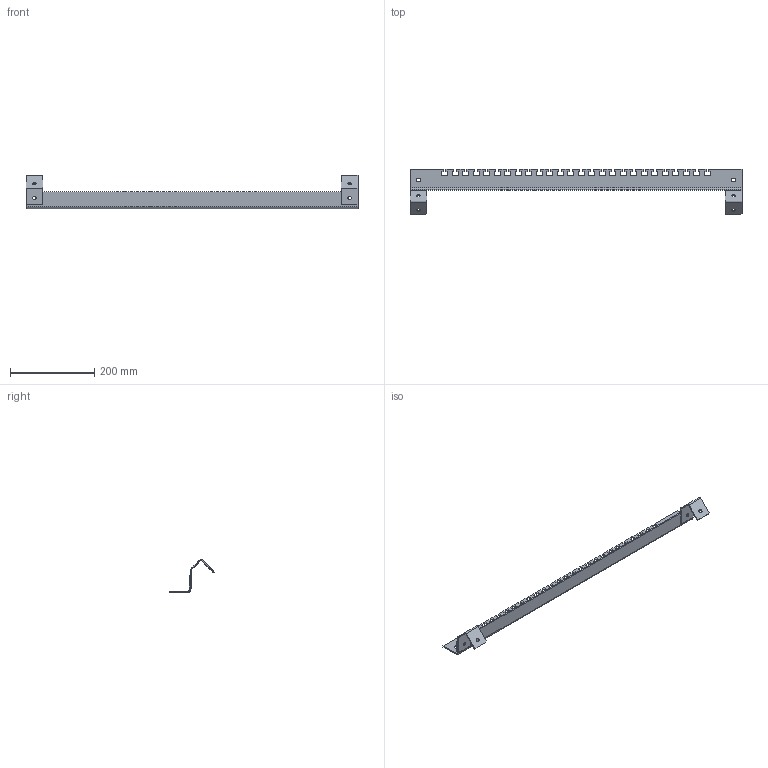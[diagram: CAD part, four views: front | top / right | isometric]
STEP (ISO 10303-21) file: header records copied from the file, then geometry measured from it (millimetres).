
FILE_DESCRIPTION((''),'2;1');
FILE_NAME('NSYCFP100-3D_ASM','2020-11-18T09:29:33',('SESA52832'),('Schneider-Electric'),'CREO PARAMETRIC BY PTC INC, 2019164','CREO PARAMETRIC BY PTC INC, 2019164','');
FILE_SCHEMA(('AP242_MANAGED_MODEL_BASED_3D_ENGINEERING_MIM_LF { 1 0 10303 442 1 1 4 }'));
Length unit declared in the file: millimetre
Products named in the file (3): 10050264Z; 10050259Z; NSYCFP100-3D_ASM
Assembly tree (3 placements, depth 2):
  NSYCFP100-3D_ASM
    10050264Z
    10050259Z  x2
Bounding box: 790 x 107.28 x 78.99 mm (x, y, z)
Volume: 210043.3 mm3; surface area: 154530.4 mm2
Topology: 3 solids, 3 shells, 296 faces, 841 edges, 562 vertices
Faces by surface type: plane 266, cylinder 30
Entity records: 12788 total; most frequent: CARTESIAN_POINT 1749, DIRECTION 1743, ORIENTED_EDGE 1530, PRESENTATION_STYLE_ASSIGNMENT 776, STYLED_ITEM 776, CURVE_STYLE 771, EDGE_CURVE 765, VECTOR 731
